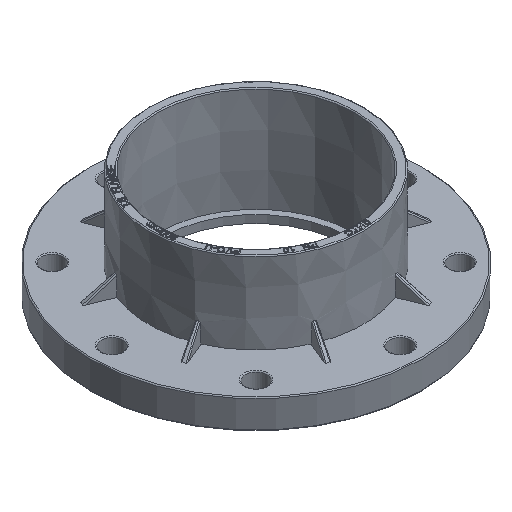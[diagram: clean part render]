
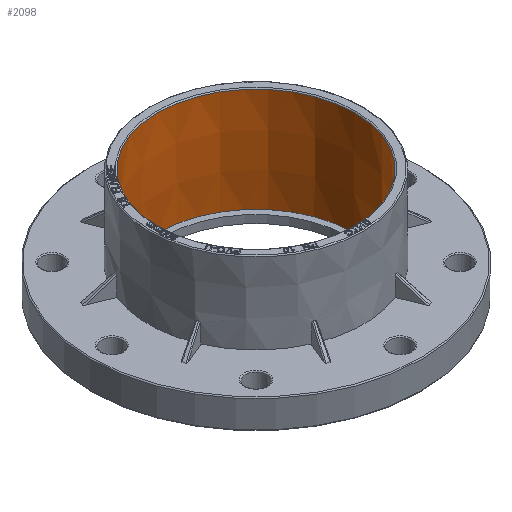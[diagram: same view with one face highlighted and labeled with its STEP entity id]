
A CAD part, isometric view. The second image highlights one B-rep face of the part: STEP entity #2098.
In plain terms, the highlighted conical face has half-angle 0.375 degrees and reference radius 100.55 mm.
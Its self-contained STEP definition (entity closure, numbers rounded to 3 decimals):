
#286=CONICAL_SURFACE('',#9958,100.55,0.375);
#1941=FACE_BOUND('',#3247,.T.);
#1942=FACE_BOUND('',#3248,.T.);
#2098=ADVANCED_FACE('',(#1941,#1942),#286,.F.);
#3247=EDGE_LOOP('',(#4509));
#3248=EDGE_LOOP('',(#4510));
#3901=CIRCLE('',#9956,101.247);
#3902=CIRCLE('',#9957,100.55);
#4509=ORIENTED_EDGE('',*,*,#8202,.T.);
#4510=ORIENTED_EDGE('',*,*,#8203,.T.);
#7239=VERTEX_POINT('',#15467);
#7240=VERTEX_POINT('',#15469);
#8202=EDGE_CURVE('',#7239,#7239,#3901,.T.);
#8203=EDGE_CURVE('',#7240,#7240,#3902,.T.);
#9956=AXIS2_PLACEMENT_3D('',#15466,#10712,#10713);
#9957=AXIS2_PLACEMENT_3D('',#15468,#10714,#10715);
#9958=AXIS2_PLACEMENT_3D('',#15470,#10716,#10717);
#10712=DIRECTION('',(0.,0.,1.));
#10713=DIRECTION('',(-1.,0.,0.));
#10714=DIRECTION('',(0.,0.,-1.));
#10715=DIRECTION('',(-1.,0.,0.));
#10716=DIRECTION('',(0.,0.,1.));
#10717=DIRECTION('',(1.,0.,0.));
#15466=CARTESIAN_POINT('',(0.,0.,112.567));
#15467=CARTESIAN_POINT('',(-101.247,0.,112.567));
#15468=CARTESIAN_POINT('',(0.,0.,6.03));
#15469=CARTESIAN_POINT('',(-100.55,0.,6.03));
#15470=CARTESIAN_POINT('',(0.,0.,6.029));
